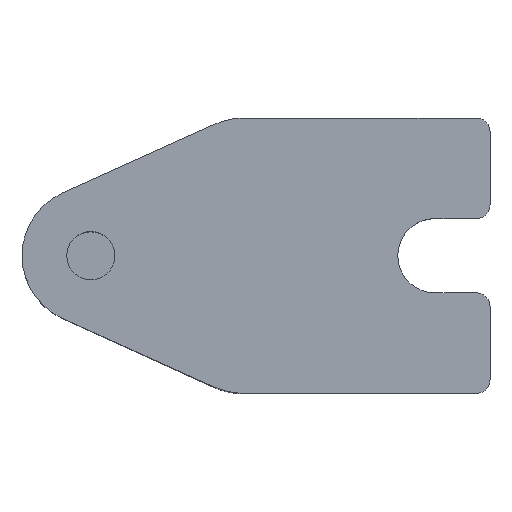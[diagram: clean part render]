
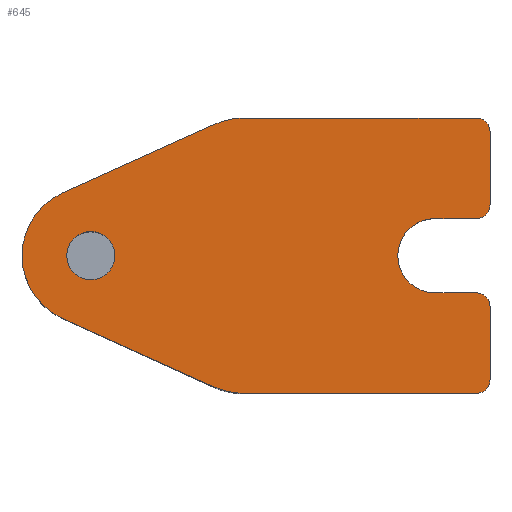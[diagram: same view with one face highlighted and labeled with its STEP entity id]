
A CAD part, top view. The second image highlights one B-rep face of the part: STEP entity #645.
In plain terms, the highlighted planar face has unit normal (0, 0, 1).
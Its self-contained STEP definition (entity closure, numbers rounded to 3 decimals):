
#35=FACE_BOUND('',#99,.T.);
#40=PLANE('',#699);
#61=FACE_OUTER_BOUND('',#98,.T.);
#98=EDGE_LOOP('',(#444,#445,#446,#447,#448,#449,#450,#451,#452,#453,#454,
#455,#456,#457,#458,#459));
#99=EDGE_LOOP('',(#460));
#139=LINE('',#947,#194);
#142=LINE('',#953,#197);
#143=LINE('',#957,#198);
#144=LINE('',#961,#199);
#145=LINE('',#965,#200);
#146=LINE('',#969,#201);
#147=LINE('',#973,#202);
#148=LINE('',#977,#203);
#194=VECTOR('',#768,10.);
#197=VECTOR('',#773,10.);
#198=VECTOR('',#776,10.);
#199=VECTOR('',#779,10.);
#200=VECTOR('',#782,10.);
#201=VECTOR('',#785,10.);
#202=VECTOR('',#788,10.);
#203=VECTOR('',#791,10.);
#248=CIRCLE('',#697,1.);
#249=CIRCLE('',#700,5.);
#250=CIRCLE('',#701,5.);
#251=CIRCLE('',#702,5.);
#252=CIRCLE('',#703,1.);
#253=CIRCLE('',#704,1.);
#254=CIRCLE('',#705,2.7);
#255=CIRCLE('',#706,1.);
#256=CIRCLE('',#707,1.75);
#277=VERTEX_POINT('',#940);
#278=VERTEX_POINT('',#942);
#279=VERTEX_POINT('',#946);
#281=VERTEX_POINT('',#952);
#282=VERTEX_POINT('',#954);
#283=VERTEX_POINT('',#956);
#284=VERTEX_POINT('',#958);
#285=VERTEX_POINT('',#960);
#286=VERTEX_POINT('',#962);
#287=VERTEX_POINT('',#964);
#288=VERTEX_POINT('',#966);
#289=VERTEX_POINT('',#968);
#290=VERTEX_POINT('',#970);
#291=VERTEX_POINT('',#972);
#292=VERTEX_POINT('',#974);
#293=VERTEX_POINT('',#976);
#294=VERTEX_POINT('',#979);
#341=EDGE_CURVE('',#277,#278,#248,.T.);
#343=EDGE_CURVE('',#279,#278,#139,.T.);
#346=EDGE_CURVE('',#277,#281,#142,.T.);
#347=EDGE_CURVE('',#282,#281,#249,.T.);
#348=EDGE_CURVE('',#282,#283,#143,.T.);
#349=EDGE_CURVE('',#283,#284,#250,.T.);
#350=EDGE_CURVE('',#284,#285,#144,.T.);
#351=EDGE_CURVE('',#286,#285,#251,.T.);
#352=EDGE_CURVE('',#286,#287,#145,.T.);
#353=EDGE_CURVE('',#288,#287,#252,.T.);
#354=EDGE_CURVE('',#288,#289,#146,.T.);
#355=EDGE_CURVE('',#290,#289,#253,.T.);
#356=EDGE_CURVE('',#290,#291,#147,.T.);
#357=EDGE_CURVE('',#291,#292,#254,.T.);
#358=EDGE_CURVE('',#292,#293,#148,.T.);
#359=EDGE_CURVE('',#279,#293,#255,.T.);
#360=EDGE_CURVE('',#294,#294,#256,.T.);
#444=ORIENTED_EDGE('',*,*,#341,.F.);
#445=ORIENTED_EDGE('',*,*,#346,.T.);
#446=ORIENTED_EDGE('',*,*,#347,.F.);
#447=ORIENTED_EDGE('',*,*,#348,.T.);
#448=ORIENTED_EDGE('',*,*,#349,.T.);
#449=ORIENTED_EDGE('',*,*,#350,.T.);
#450=ORIENTED_EDGE('',*,*,#351,.F.);
#451=ORIENTED_EDGE('',*,*,#352,.T.);
#452=ORIENTED_EDGE('',*,*,#353,.F.);
#453=ORIENTED_EDGE('',*,*,#354,.T.);
#454=ORIENTED_EDGE('',*,*,#355,.F.);
#455=ORIENTED_EDGE('',*,*,#356,.T.);
#456=ORIENTED_EDGE('',*,*,#357,.T.);
#457=ORIENTED_EDGE('',*,*,#358,.T.);
#458=ORIENTED_EDGE('',*,*,#359,.F.);
#459=ORIENTED_EDGE('',*,*,#343,.T.);
#460=ORIENTED_EDGE('',*,*,#360,.T.);
#645=ADVANCED_FACE('',(#61,#35),#40,.T.);
#697=AXIS2_PLACEMENT_3D('',#943,#763,#764);
#699=AXIS2_PLACEMENT_3D('',#951,#771,#772);
#700=AXIS2_PLACEMENT_3D('',#955,#774,#775);
#701=AXIS2_PLACEMENT_3D('',#959,#777,#778);
#702=AXIS2_PLACEMENT_3D('',#963,#780,#781);
#703=AXIS2_PLACEMENT_3D('',#967,#783,#784);
#704=AXIS2_PLACEMENT_3D('',#971,#786,#787);
#705=AXIS2_PLACEMENT_3D('',#975,#789,#790);
#706=AXIS2_PLACEMENT_3D('',#978,#792,#793);
#707=AXIS2_PLACEMENT_3D('',#980,#794,#795);
#763=DIRECTION('center_axis',(0.,0.,-1.));
#764=DIRECTION('ref_axis',(0.707,0.707,0.));
#768=DIRECTION('',(0.,1.,0.));
#771=DIRECTION('center_axis',(0.,0.,1.));
#772=DIRECTION('ref_axis',(1.,0.,0.));
#773=DIRECTION('',(-1.,0.,0.));
#774=DIRECTION('center_axis',(0.,0.,-1.));
#775=DIRECTION('ref_axis',(-0.21,0.978,0.));
#776=DIRECTION('',(-0.911,-0.411,0.));
#777=DIRECTION('center_axis',(0.,0.,1.));
#778=DIRECTION('ref_axis',(-0.411,0.911,0.));
#779=DIRECTION('',(0.911,-0.411,0.));
#780=DIRECTION('center_axis',(0.,0.,-1.));
#781=DIRECTION('ref_axis',(-0.21,-0.978,0.));
#782=DIRECTION('',(1.,0.,0.));
#783=DIRECTION('center_axis',(0.,0.,-1.));
#784=DIRECTION('ref_axis',(0.707,-0.707,0.));
#785=DIRECTION('',(0.,1.,0.));
#786=DIRECTION('center_axis',(0.,0.,-1.));
#787=DIRECTION('ref_axis',(0.707,0.707,0.));
#788=DIRECTION('',(-1.,0.,0.));
#789=DIRECTION('center_axis',(0.,0.,-1.));
#790=DIRECTION('ref_axis',(-1.,0.,0.));
#791=DIRECTION('',(1.,0.,0.));
#792=DIRECTION('center_axis',(0.,0.,-1.));
#793=DIRECTION('ref_axis',(0.707,-0.707,0.));
#794=DIRECTION('center_axis',(0.,0.,-1.));
#795=DIRECTION('ref_axis',(-1.,0.,0.));
#940=CARTESIAN_POINT('',(28.,10.,5.));
#942=CARTESIAN_POINT('',(29.,9.,5.));
#943=CARTESIAN_POINT('Origin',(28.,9.,5.));
#946=CARTESIAN_POINT('',(29.,3.7,5.));
#947=CARTESIAN_POINT('',(29.,1.35,5.));
#951=CARTESIAN_POINT('Origin',(18.046,0.,5.));
#952=CARTESIAN_POINT('',(11.076,10.,5.));
#953=CARTESIAN_POINT('',(35.,10.,5.));
#954=CARTESIAN_POINT('',(9.019,9.557,5.));
#955=CARTESIAN_POINT('Origin',(11.076,5.,5.));
#956=CARTESIAN_POINT('',(-2.057,4.557,5.));
#957=CARTESIAN_POINT('',(10.,10.,5.));
#958=CARTESIAN_POINT('',(-2.057,-4.557,5.));
#959=CARTESIAN_POINT('Origin',(0.,0.,5.));
#960=CARTESIAN_POINT('',(9.019,-9.557,5.));
#961=CARTESIAN_POINT('',(-2.057,-4.557,5.));
#962=CARTESIAN_POINT('',(11.076,-10.,5.));
#963=CARTESIAN_POINT('Origin',(11.076,-5.,5.));
#964=CARTESIAN_POINT('',(28.,-10.,5.));
#965=CARTESIAN_POINT('',(10.,-10.,5.));
#966=CARTESIAN_POINT('',(29.,-9.,5.));
#967=CARTESIAN_POINT('Origin',(28.,-9.,5.));
#968=CARTESIAN_POINT('',(29.,-3.7,5.));
#969=CARTESIAN_POINT('',(29.,-5.,5.));
#970=CARTESIAN_POINT('',(28.,-2.7,5.));
#971=CARTESIAN_POINT('Origin',(28.,-3.7,5.));
#972=CARTESIAN_POINT('',(25.,-2.7,5.));
#973=CARTESIAN_POINT('',(23.523,-2.7,5.));
#974=CARTESIAN_POINT('',(25.,2.7,5.));
#975=CARTESIAN_POINT('Origin',(25.,0.,5.));
#976=CARTESIAN_POINT('',(28.,2.7,5.));
#977=CARTESIAN_POINT('',(21.523,2.7,5.));
#978=CARTESIAN_POINT('Origin',(28.,3.7,5.));
#979=CARTESIAN_POINT('',(1.75,0.,5.));
#980=CARTESIAN_POINT('Origin',(0.,0.,5.));
